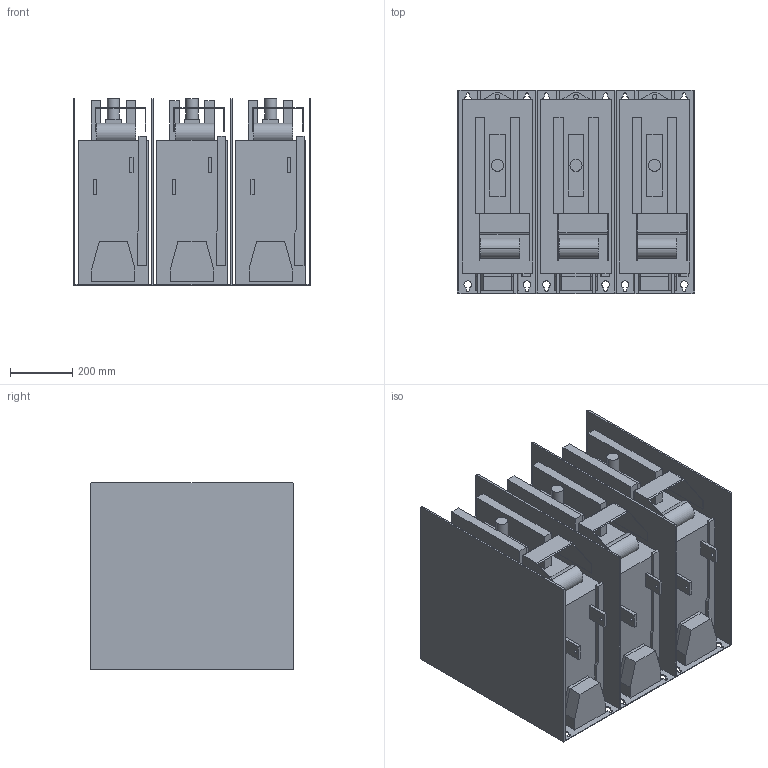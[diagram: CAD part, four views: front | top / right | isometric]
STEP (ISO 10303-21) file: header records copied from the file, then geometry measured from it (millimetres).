
FILE_DESCRIPTION (( 'STEP AP214' ), '1' );
FILE_NAME ('MVE-0X00-610 SOLID.STEP', '2020-06-23T00:16:52', ( '' ), ( '' ), 'SwSTEP 2.0', 'SolidWorks 2019', '' );
FILE_SCHEMA (( 'AUTOMOTIVE_DESIGN' ));
Length unit declared in the file: millimetre
Products named in the file (1): MVE-0X00-610 SOLID
Bounding box: 762 x 652 x 598 mm (x, y, z)
Volume: 196419948.4 mm3; surface area: 7667045 mm2
Topology: 16 solids, 16 shells, 455 faces, 1170 edges, 780 vertices
Faces by surface type: plane 348, cylinder 107
Entity records: 15951 total; most frequent: CARTESIAN_POINT 2406, ORIENTED_EDGE 2340, DIRECTION 2296, EDGE_CURVE 1170, LINE 956, VECTOR 956, VERTEX_POINT 780, AXIS2_PLACEMENT_3D 670
